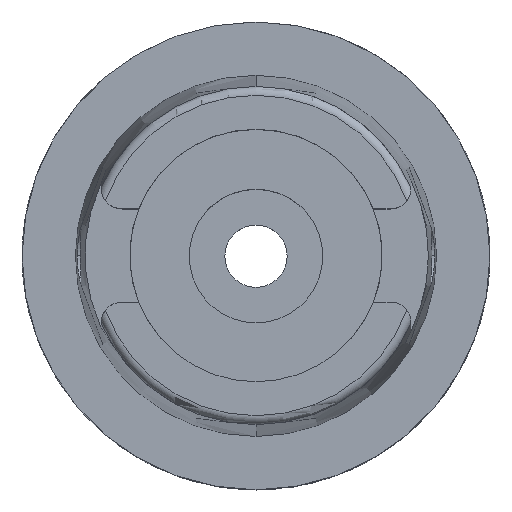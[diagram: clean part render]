
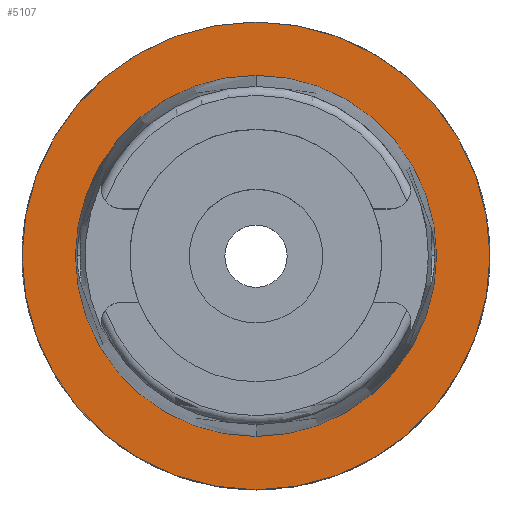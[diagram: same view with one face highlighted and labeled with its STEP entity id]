
A CAD part, top view. The second image highlights one B-rep face of the part: STEP entity #5107.
In plain terms, the highlighted planar face has unit normal (0, 0, 1).
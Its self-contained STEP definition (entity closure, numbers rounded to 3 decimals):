
#3 = VERTEX_POINT ( 'NONE', #1983 ) ;
#208 = DIRECTION ( 'NONE',  ( 0., 1., 0. ) ) ;
#253 = AXIS2_PLACEMENT_3D ( 'NONE', #4285, #5502, #705 ) ;
#254 = CARTESIAN_POINT ( 'NONE',  ( 0., -31.5, 0. ) ) ;
#464 = DIRECTION ( 'NONE',  ( 1., 0., 0. ) ) ;
#690 = AXIS2_PLACEMENT_3D ( 'NONE', #4737, #1313, #3850 ) ;
#705 = DIRECTION ( 'NONE',  ( 0., 1., 0. ) ) ;
#740 = ORIENTED_EDGE ( 'NONE', *, *, #1482, .F. ) ;
#898 = ORIENTED_EDGE ( 'NONE', *, *, #2495, .F. ) ;
#1135 = CIRCLE ( 'NONE', #5492, 24.315 ) ;
#1176 = CARTESIAN_POINT ( 'NONE',  ( 0., 0., 0. ) ) ;
#1288 = AXIS2_PLACEMENT_3D ( 'NONE', #1176, #3652, #464 ) ;
#1313 = DIRECTION ( 'NONE',  ( 0., 0., -1. ) ) ;
#1462 = EDGE_LOOP ( 'NONE', ( #898, #3169 ) ) ;
#1482 = EDGE_CURVE ( 'NONE', #5100, #3, #2317, .T. ) ;
#1554 = ORIENTED_EDGE ( 'NONE', *, *, #4128, .F. ) ;
#1658 = CARTESIAN_POINT ( 'NONE',  ( 0., 0., 0. ) ) ;
#1703 = CIRCLE ( 'NONE', #253, 31.5 ) ;
#1944 = DIRECTION ( 'NONE',  ( 0., 0., 1. ) ) ;
#1983 = CARTESIAN_POINT ( 'NONE',  ( 0., 24.315, 0. ) ) ;
#2317 = CIRCLE ( 'NONE', #3973, 24.315 ) ;
#2405 = CIRCLE ( 'NONE', #690, 31.5 ) ;
#2495 = EDGE_CURVE ( 'NONE', #4242, #5353, #1703, .T. ) ;
#2723 = CARTESIAN_POINT ( 'NONE',  ( 0., 31.5, 0. ) ) ;
#3169 = ORIENTED_EDGE ( 'NONE', *, *, #3943, .F. ) ;
#3255 = CARTESIAN_POINT ( 'NONE',  ( 0., 0., 0. ) ) ;
#3332 = FACE_OUTER_BOUND ( 'NONE', #1462, .T. ) ;
#3652 = DIRECTION ( 'NONE',  ( 0., 0., 1. ) ) ;
#3827 = FACE_BOUND ( 'NONE', #4123, .T. ) ;
#3850 = DIRECTION ( 'NONE',  ( 0., -1., 0. ) ) ;
#3943 = EDGE_CURVE ( 'NONE', #5353, #4242, #2405, .T. ) ;
#3973 = AXIS2_PLACEMENT_3D ( 'NONE', #1658, #5191, #4339 ) ;
#4123 = EDGE_LOOP ( 'NONE', ( #1554, #740 ) ) ;
#4128 = EDGE_CURVE ( 'NONE', #3, #5100, #1135, .T. ) ;
#4242 = VERTEX_POINT ( 'NONE', #2723 ) ;
#4285 = CARTESIAN_POINT ( 'NONE',  ( 0., 0., 0. ) ) ;
#4339 = DIRECTION ( 'NONE',  ( 0., -1., 0. ) ) ;
#4737 = CARTESIAN_POINT ( 'NONE',  ( 0., 0., 0. ) ) ;
#5081 = PLANE ( 'NONE',  #1288 ) ;
#5100 = VERTEX_POINT ( 'NONE', #5497 ) ;
#5107 = ADVANCED_FACE ( 'NONE', ( #3332, #3827 ), #5081, .T. ) ;
#5191 = DIRECTION ( 'NONE',  ( 0., 0., 1. ) ) ;
#5353 = VERTEX_POINT ( 'NONE', #254 ) ;
#5492 = AXIS2_PLACEMENT_3D ( 'NONE', #3255, #1944, #208 ) ;
#5497 = CARTESIAN_POINT ( 'NONE',  ( 0., -24.315, 0. ) ) ;
#5502 = DIRECTION ( 'NONE',  ( 0., 0., -1. ) ) ;
